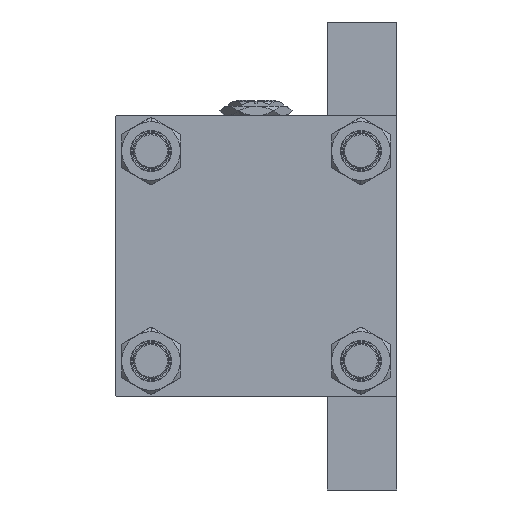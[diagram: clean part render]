
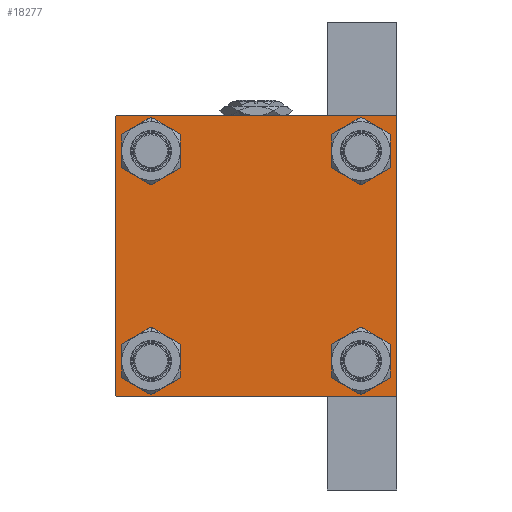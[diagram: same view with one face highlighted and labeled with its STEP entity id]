
A CAD part, left-side view. The second image highlights one B-rep face of the part: STEP entity #18277.
In plain terms, the highlighted planar face has unit normal (-1, 0, 0).
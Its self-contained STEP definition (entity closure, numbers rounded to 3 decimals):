
#319 = ORIENTED_EDGE ( 'NONE', *, *, #34998, .T. ) ;
#609 = DIRECTION ( 'NONE',  ( 1., 0., 0. ) ) ;
#1390 = AXIS2_PLACEMENT_3D ( 'NONE', #39045, #46039, #7594 ) ;
#1476 = VERTEX_POINT ( 'NONE', #24645 ) ;
#1743 = AXIS2_PLACEMENT_3D ( 'NONE', #23819, #47543, #35679 ) ;
#1783 = CARTESIAN_POINT ( 'NONE',  ( 0., 48.45, 39.95 ) ) ;
#1896 = EDGE_LOOP ( 'NONE', ( #20567, #9136 ) ) ;
#2209 = CARTESIAN_POINT ( 'NONE',  ( 0., -64.5, -65. ) ) ;
#2313 = VERTEX_POINT ( 'NONE', #40350 ) ;
#2573 = ORIENTED_EDGE ( 'NONE', *, *, #47183, .T. ) ;
#3229 = FACE_BOUND ( 'NONE', #1896, .T. ) ;
#3665 = AXIS2_PLACEMENT_3D ( 'NONE', #49856, #18406, #50371 ) ;
#3979 = EDGE_LOOP ( 'NONE', ( #5047, #26456 ) ) ;
#4296 = CARTESIAN_POINT ( 'NONE',  ( 0., 64.75, -64.75 ) ) ;
#4692 = EDGE_LOOP ( 'NONE', ( #44756, #17386, #6027, #2573, #42463, #5566, #38247, #5019 ) ) ;
#4809 = LINE ( 'NONE', #4296, #19008 ) ;
#4845 = VERTEX_POINT ( 'NONE', #6783 ) ;
#5019 = ORIENTED_EDGE ( 'NONE', *, *, #19168, .T. ) ;
#5047 = ORIENTED_EDGE ( 'NONE', *, *, #12676, .T. ) ;
#5566 = ORIENTED_EDGE ( 'NONE', *, *, #43058, .T. ) ;
#5585 = VERTEX_POINT ( 'NONE', #43953 ) ;
#5602 = CARTESIAN_POINT ( 'NONE',  ( 0., 64.5, 65. ) ) ;
#5739 = DIRECTION ( 'NONE',  ( 0., 0., 1. ) ) ;
#6027 = ORIENTED_EDGE ( 'NONE', *, *, #41295, .T. ) ;
#6369 = LINE ( 'NONE', #22114, #31133 ) ;
#6632 = CARTESIAN_POINT ( 'NONE',  ( 0., 64.5, -65. ) ) ;
#6783 = CARTESIAN_POINT ( 'NONE',  ( 0., -48.45, -56.95 ) ) ;
#7171 = CIRCLE ( 'NONE', #25262, 8.5 ) ;
#7248 = VERTEX_POINT ( 'NONE', #1783 ) ;
#7426 = DIRECTION ( 'NONE',  ( 0., -1., 0. ) ) ;
#7516 = EDGE_CURVE ( 'NONE', #24789, #27831, #4809, .T. ) ;
#7594 = DIRECTION ( 'NONE',  ( 0., 0., 1. ) ) ;
#8001 = AXIS2_PLACEMENT_3D ( 'NONE', #49822, #18127, #10364 ) ;
#8028 = ORIENTED_EDGE ( 'NONE', *, *, #26280, .T. ) ;
#8522 = ORIENTED_EDGE ( 'NONE', *, *, #39675, .T. ) ;
#8618 = CARTESIAN_POINT ( 'NONE',  ( 0., -65., 64.5 ) ) ;
#9136 = ORIENTED_EDGE ( 'NONE', *, *, #24990, .T. ) ;
#9864 = CARTESIAN_POINT ( 'NONE',  ( 0., 65., -64.5 ) ) ;
#9988 = DIRECTION ( 'NONE',  ( 0., -0.707, 0.707 ) ) ;
#10153 = VECTOR ( 'NONE', #7426, 1000. ) ;
#10364 = DIRECTION ( 'NONE',  ( 0., 0., 1. ) ) ;
#11072 = LINE ( 'NONE', #34540, #41244 ) ;
#11221 = EDGE_LOOP ( 'NONE', ( #8028, #319 ) ) ;
#11550 = LINE ( 'NONE', #34515, #41449 ) ;
#12048 = DIRECTION ( 'NONE',  ( 0., -0.707, -0.707 ) ) ;
#12084 = VECTOR ( 'NONE', #47190, 1000. ) ;
#12676 = EDGE_CURVE ( 'NONE', #13048, #1476, #25928, .T. ) ;
#12802 = VECTOR ( 'NONE', #21013, 1000. ) ;
#13046 = ORIENTED_EDGE ( 'NONE', *, *, #26646, .T. ) ;
#13048 = VERTEX_POINT ( 'NONE', #23205 ) ;
#13323 = DIRECTION ( 'NONE',  ( 1., 0., 0. ) ) ;
#14508 = CARTESIAN_POINT ( 'NONE',  ( 0., -64.5, 65. ) ) ;
#14867 = FACE_OUTER_BOUND ( 'NONE', #4692, .T. ) ;
#15708 = AXIS2_PLACEMENT_3D ( 'NONE', #29290, #13323, #29036 ) ;
#15930 = DIRECTION ( 'NONE',  ( 0., 0., -1. ) ) ;
#16192 = CIRCLE ( 'NONE', #43350, 8.5 ) ;
#16353 = CARTESIAN_POINT ( 'NONE',  ( 0., 48.45, -48.45 ) ) ;
#17159 = LINE ( 'NONE', #48095, #12802 ) ;
#17386 = ORIENTED_EDGE ( 'NONE', *, *, #7516, .T. ) ;
#18127 = DIRECTION ( 'NONE',  ( 1., 0., 0. ) ) ;
#18277 = ADVANCED_FACE ( 'NONE', ( #34944, #3229, #39311, #50682, #14867 ), #46797, .T. ) ;
#18406 = DIRECTION ( 'NONE',  ( 1., 0., 0. ) ) ;
#18635 = CARTESIAN_POINT ( 'NONE',  ( 0., 65., 65. ) ) ;
#19008 = VECTOR ( 'NONE', #12048, 1000. ) ;
#19130 = CARTESIAN_POINT ( 'NONE',  ( 0., -48.45, -48.45 ) ) ;
#19166 = CARTESIAN_POINT ( 'NONE',  ( 0., -48.45, -39.95 ) ) ;
#19168 = EDGE_CURVE ( 'NONE', #20121, #2313, #17159, .T. ) ;
#20121 = VERTEX_POINT ( 'NONE', #5602 ) ;
#20567 = ORIENTED_EDGE ( 'NONE', *, *, #27578, .T. ) ;
#20979 = AXIS2_PLACEMENT_3D ( 'NONE', #27447, #39054, #35457 ) ;
#21013 = DIRECTION ( 'NONE',  ( 0., 0.707, -0.707 ) ) ;
#21745 = VERTEX_POINT ( 'NONE', #35570 ) ;
#22114 = CARTESIAN_POINT ( 'NONE',  ( 0., -64.75, -64.75 ) ) ;
#22449 = DIRECTION ( 'NONE',  ( 0., 0., 1. ) ) ;
#23205 = CARTESIAN_POINT ( 'NONE',  ( 0., 48.45, -39.95 ) ) ;
#23211 = VERTEX_POINT ( 'NONE', #2209 ) ;
#23724 = VERTEX_POINT ( 'NONE', #19166 ) ;
#23819 = CARTESIAN_POINT ( 'NONE',  ( 0., -48.45, 48.45 ) ) ;
#24645 = CARTESIAN_POINT ( 'NONE',  ( 0., 48.45, -56.95 ) ) ;
#24789 = VERTEX_POINT ( 'NONE', #9864 ) ;
#24990 = EDGE_CURVE ( 'NONE', #4845, #23724, #16192, .T. ) ;
#25262 = AXIS2_PLACEMENT_3D ( 'NONE', #30416, #38159, #22449 ) ;
#25928 = CIRCLE ( 'NONE', #3665, 8.5 ) ;
#26280 = EDGE_CURVE ( 'NONE', #5585, #7248, #7171, .T. ) ;
#26293 = DIRECTION ( 'NONE',  ( 0., 0., -1. ) ) ;
#26368 = LINE ( 'NONE', #18635, #36342 ) ;
#26456 = ORIENTED_EDGE ( 'NONE', *, *, #39791, .T. ) ;
#26462 = CIRCLE ( 'NONE', #1743, 8.5 ) ;
#26646 = EDGE_CURVE ( 'NONE', #31180, #26671, #47505, .T. ) ;
#26671 = VERTEX_POINT ( 'NONE', #46536 ) ;
#26751 = VERTEX_POINT ( 'NONE', #8618 ) ;
#27447 = CARTESIAN_POINT ( 'NONE',  ( 0., 0., 0. ) ) ;
#27578 = EDGE_CURVE ( 'NONE', #23724, #4845, #31876, .T. ) ;
#27831 = VERTEX_POINT ( 'NONE', #6632 ) ;
#28857 = CIRCLE ( 'NONE', #15708, 8.5 ) ;
#29036 = DIRECTION ( 'NONE',  ( 0., 0., 1. ) ) ;
#29290 = CARTESIAN_POINT ( 'NONE',  ( 0., 48.45, 48.45 ) ) ;
#29609 = CARTESIAN_POINT ( 'NONE',  ( 0., -48.45, 39.95 ) ) ;
#30416 = CARTESIAN_POINT ( 'NONE',  ( 0., 48.45, 48.45 ) ) ;
#31133 = VECTOR ( 'NONE', #9988, 1000. ) ;
#31180 = VERTEX_POINT ( 'NONE', #29609 ) ;
#31876 = CIRCLE ( 'NONE', #8001, 8.5 ) ;
#33592 = DIRECTION ( 'NONE',  ( 0., -1., 0. ) ) ;
#34354 = DIRECTION ( 'NONE',  ( 1., 0., 0. ) ) ;
#34515 = CARTESIAN_POINT ( 'NONE',  ( 0., -65., 65. ) ) ;
#34540 = CARTESIAN_POINT ( 'NONE',  ( 0., 65., 65. ) ) ;
#34944 = FACE_BOUND ( 'NONE', #36452, .T. ) ;
#34998 = EDGE_CURVE ( 'NONE', #7248, #5585, #28857, .T. ) ;
#35457 = DIRECTION ( 'NONE',  ( 0., 0., 1. ) ) ;
#35570 = CARTESIAN_POINT ( 'NONE',  ( 0., -65., -64.5 ) ) ;
#35679 = DIRECTION ( 'NONE',  ( 0., 0., 1. ) ) ;
#36342 = VECTOR ( 'NONE', #33592, 1000. ) ;
#36452 = EDGE_LOOP ( 'NONE', ( #8522, #13046 ) ) ;
#38159 = DIRECTION ( 'NONE',  ( 1., 0., 0. ) ) ;
#38247 = ORIENTED_EDGE ( 'NONE', *, *, #39805, .F. ) ;
#39044 = EDGE_CURVE ( 'NONE', #2313, #24789, #11072, .T. ) ;
#39045 = CARTESIAN_POINT ( 'NONE',  ( 0., -48.45, 48.45 ) ) ;
#39054 = DIRECTION ( 'NONE',  ( -1., 0., 0. ) ) ;
#39311 = FACE_BOUND ( 'NONE', #3979, .T. ) ;
#39675 = EDGE_CURVE ( 'NONE', #26671, #31180, #26462, .T. ) ;
#39709 = CARTESIAN_POINT ( 'NONE',  ( 0., -64.75, 64.75 ) ) ;
#39791 = EDGE_CURVE ( 'NONE', #1476, #13048, #42946, .T. ) ;
#39805 = EDGE_CURVE ( 'NONE', #20121, #45152, #26368, .T. ) ;
#40350 = CARTESIAN_POINT ( 'NONE',  ( 0., 65., 64.5 ) ) ;
#41244 = VECTOR ( 'NONE', #26293, 1000. ) ;
#41251 = EDGE_CURVE ( 'NONE', #26751, #21745, #11550, .T. ) ;
#41285 = AXIS2_PLACEMENT_3D ( 'NONE', #16353, #609, #5739 ) ;
#41295 = EDGE_CURVE ( 'NONE', #27831, #23211, #50251, .T. ) ;
#41449 = VECTOR ( 'NONE', #15930, 1000. ) ;
#42463 = ORIENTED_EDGE ( 'NONE', *, *, #41251, .F. ) ;
#42946 = CIRCLE ( 'NONE', #41285, 8.5 ) ;
#43058 = EDGE_CURVE ( 'NONE', #26751, #45152, #50572, .T. ) ;
#43350 = AXIS2_PLACEMENT_3D ( 'NONE', #19130, #34354, #50086 ) ;
#43953 = CARTESIAN_POINT ( 'NONE',  ( 0., 48.45, 56.95 ) ) ;
#44756 = ORIENTED_EDGE ( 'NONE', *, *, #39044, .T. ) ;
#45152 = VERTEX_POINT ( 'NONE', #14508 ) ;
#46039 = DIRECTION ( 'NONE',  ( 1., 0., 0. ) ) ;
#46536 = CARTESIAN_POINT ( 'NONE',  ( 0., -48.45, 56.95 ) ) ;
#46797 = PLANE ( 'NONE',  #20979 ) ;
#47183 = EDGE_CURVE ( 'NONE', #23211, #21745, #6369, .T. ) ;
#47190 = DIRECTION ( 'NONE',  ( 0., 0.707, 0.707 ) ) ;
#47505 = CIRCLE ( 'NONE', #1390, 8.5 ) ;
#47543 = DIRECTION ( 'NONE',  ( 1., 0., 0. ) ) ;
#48095 = CARTESIAN_POINT ( 'NONE',  ( 0., 64.75, 64.75 ) ) ;
#49822 = CARTESIAN_POINT ( 'NONE',  ( 0., -48.45, -48.45 ) ) ;
#49856 = CARTESIAN_POINT ( 'NONE',  ( 0., 48.45, -48.45 ) ) ;
#50086 = DIRECTION ( 'NONE',  ( 0., 0., 1. ) ) ;
#50251 = LINE ( 'NONE', #51002, #10153 ) ;
#50371 = DIRECTION ( 'NONE',  ( 0., 0., 1. ) ) ;
#50572 = LINE ( 'NONE', #39709, #12084 ) ;
#50682 = FACE_BOUND ( 'NONE', #11221, .T. ) ;
#51002 = CARTESIAN_POINT ( 'NONE',  ( 0., 65., -65. ) ) ;
